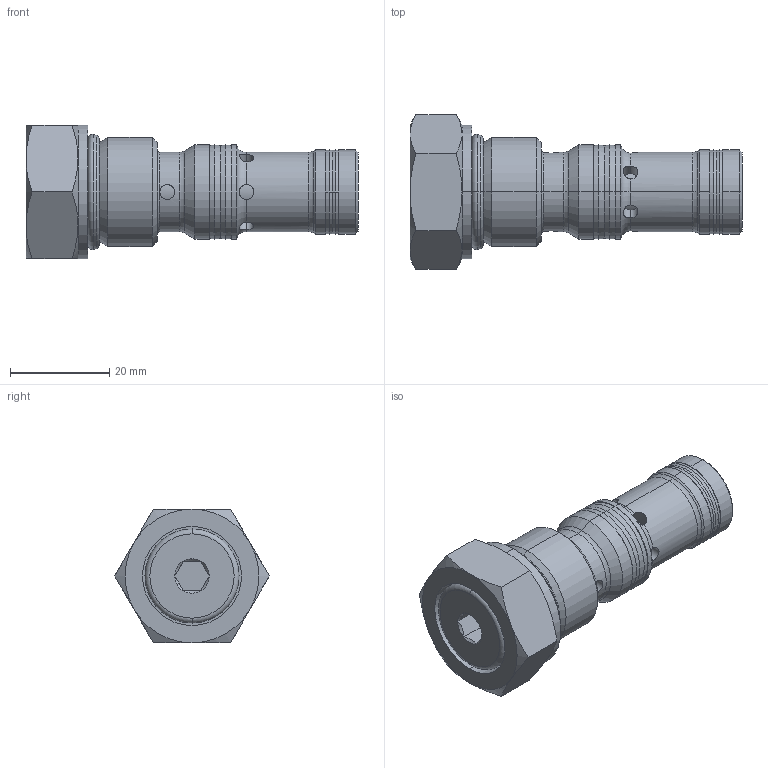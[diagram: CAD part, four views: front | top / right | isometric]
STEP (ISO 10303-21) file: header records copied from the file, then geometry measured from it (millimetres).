
FILE_DESCRIPTION (( 'STEP AP214' ), '1' );
FILE_NAME ('601.022C_Kunde.STEP', '2017-03-15T08:54:01', ( 'User' ), ( '' ), 'SwSTEP 2.0', 'SolidWorks 2016', '' );
FILE_SCHEMA (( 'AUTOMOTIVE_DESIGN' ));
Length unit declared in the file: millimetre
Products named in the file (1): 601.022C_Kunde
Bounding box: 67 x 31.18 x 27 mm (x, y, z)
Volume: 21215.6 mm3; surface area: 9941.3 mm2
Topology: 5 solids, 5 shells, 179 faces, 379 edges, 218 vertices
Faces by surface type: cone 69, cylinder 58, plane 30, torus 22
Entity records: 7722 total; most frequent: CARTESIAN_POINT 1858, DIRECTION 845, ORIENTED_EDGE 758, EDGE_CURVE 379, AXIS2_PLACEMENT_3D 363, VERTEX_POINT 218, EDGE_LOOP 193, UNCERTAINTY_MEASURE_WITH_UNIT 186
